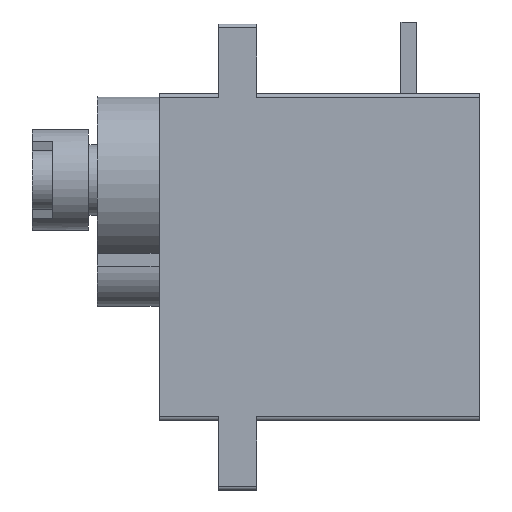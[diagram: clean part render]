
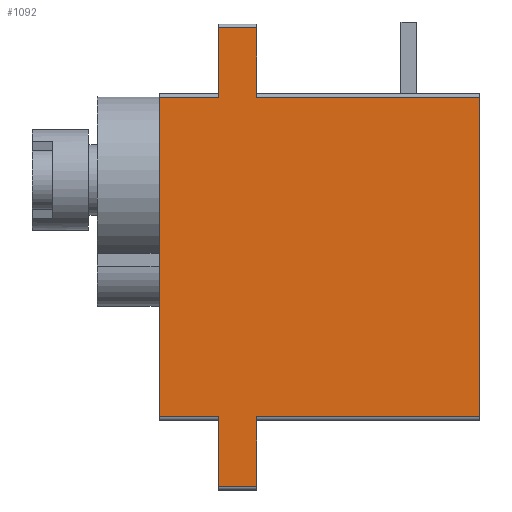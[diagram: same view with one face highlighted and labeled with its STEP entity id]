
A CAD part, left-side view. The second image highlights one B-rep face of the part: STEP entity #1092.
In plain terms, the highlighted planar face has unit normal (-1, 0, 0).
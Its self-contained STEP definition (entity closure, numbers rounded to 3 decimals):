
#55=PLANE('',#1212);
#100=FACE_OUTER_BOUND('',#165,.T.);
#165=EDGE_LOOP('',(#824,#825,#826,#827,#828,#829,#830,#831,#832,#833,#834,
#835));
#232=LINE('',#1688,#336);
#237=LINE('',#1705,#341);
#241=LINE('',#1718,#345);
#245=LINE('',#1727,#349);
#261=LINE('',#1773,#365);
#262=LINE('',#1776,#366);
#263=LINE('',#1778,#367);
#264=LINE('',#1780,#368);
#265=LINE('',#1781,#369);
#266=LINE('',#1783,#370);
#267=LINE('',#1785,#371);
#268=LINE('',#1786,#372);
#336=VECTOR('',#1338,10.);
#341=VECTOR('',#1353,10.);
#345=VECTOR('',#1365,10.);
#349=VECTOR('',#1373,10.);
#365=VECTOR('',#1413,10.);
#366=VECTOR('',#1416,10.);
#367=VECTOR('',#1417,10.);
#368=VECTOR('',#1418,10.);
#369=VECTOR('',#1419,10.);
#370=VECTOR('',#1420,10.);
#371=VECTOR('',#1421,10.);
#372=VECTOR('',#1422,10.);
#490=VERTEX_POINT('',#1685);
#491=VERTEX_POINT('',#1687);
#498=VERTEX_POINT('',#1703);
#500=VERTEX_POINT('',#1711);
#503=VERTEX_POINT('',#1716);
#506=VERTEX_POINT('',#1726);
#524=VERTEX_POINT('',#1771);
#525=VERTEX_POINT('',#1775);
#526=VERTEX_POINT('',#1777);
#527=VERTEX_POINT('',#1779);
#528=VERTEX_POINT('',#1782);
#529=VERTEX_POINT('',#1784);
#599=EDGE_CURVE('',#490,#491,#232,.T.);
#608=EDGE_CURVE('',#498,#490,#237,.T.);
#614=EDGE_CURVE('',#503,#500,#241,.T.);
#618=EDGE_CURVE('',#500,#506,#245,.T.);
#642=EDGE_CURVE('',#524,#498,#261,.T.);
#643=EDGE_CURVE('',#524,#525,#262,.T.);
#644=EDGE_CURVE('',#526,#525,#263,.T.);
#645=EDGE_CURVE('',#527,#526,#264,.T.);
#646=EDGE_CURVE('',#506,#527,#265,.T.);
#647=EDGE_CURVE('',#503,#528,#266,.T.);
#648=EDGE_CURVE('',#529,#528,#267,.T.);
#649=EDGE_CURVE('',#491,#529,#268,.T.);
#824=ORIENTED_EDGE('',*,*,#599,.F.);
#825=ORIENTED_EDGE('',*,*,#608,.F.);
#826=ORIENTED_EDGE('',*,*,#642,.F.);
#827=ORIENTED_EDGE('',*,*,#643,.T.);
#828=ORIENTED_EDGE('',*,*,#644,.F.);
#829=ORIENTED_EDGE('',*,*,#645,.F.);
#830=ORIENTED_EDGE('',*,*,#646,.F.);
#831=ORIENTED_EDGE('',*,*,#618,.F.);
#832=ORIENTED_EDGE('',*,*,#614,.F.);
#833=ORIENTED_EDGE('',*,*,#647,.T.);
#834=ORIENTED_EDGE('',*,*,#648,.F.);
#835=ORIENTED_EDGE('',*,*,#649,.F.);
#1092=ADVANCED_FACE('',(#100),#55,.T.);
#1212=AXIS2_PLACEMENT_3D('',#1774,#1414,#1415);
#1338=DIRECTION('',(0.,1.,0.));
#1353=DIRECTION('',(0.,0.,-1.));
#1365=DIRECTION('',(0.,1.,0.));
#1373=DIRECTION('',(0.,0.,1.));
#1413=DIRECTION('',(0.,-1.,0.));
#1414=DIRECTION('center_axis',(-1.,0.,0.));
#1415=DIRECTION('ref_axis',(0.,0.,1.));
#1416=DIRECTION('',(0.,0.,1.));
#1417=DIRECTION('',(0.,-1.,0.));
#1418=DIRECTION('',(0.,0.,1.));
#1419=DIRECTION('',(0.,-1.,0.));
#1420=DIRECTION('',(0.,0.,-1.));
#1421=DIRECTION('',(0.,1.,0.));
#1422=DIRECTION('',(0.,0.,-1.));
#1685=CARTESIAN_POINT('',(-6.25,0.,-11.125));
#1687=CARTESIAN_POINT('',(-6.25,15.55,-11.125));
#1688=CARTESIAN_POINT('',(-6.25,0.,-11.125));
#1703=CARTESIAN_POINT('',(-6.25,0.,11.125));
#1705=CARTESIAN_POINT('',(-6.25,0.,11.375));
#1711=CARTESIAN_POINT('',(-6.25,22.35,-11.125));
#1716=CARTESIAN_POINT('',(-6.25,18.2,-11.125));
#1718=CARTESIAN_POINT('',(-6.25,0.,-11.125));
#1726=CARTESIAN_POINT('',(-6.25,22.35,11.125));
#1727=CARTESIAN_POINT('',(-6.25,22.35,11.375));
#1771=CARTESIAN_POINT('',(-6.25,15.55,11.125));
#1773=CARTESIAN_POINT('',(-6.25,0.,11.125));
#1774=CARTESIAN_POINT('Origin',(-6.25,0.,-11.375));
#1775=CARTESIAN_POINT('',(-6.25,15.55,15.975));
#1776=CARTESIAN_POINT('',(-6.25,15.55,11.375));
#1777=CARTESIAN_POINT('',(-6.25,18.2,15.975));
#1778=CARTESIAN_POINT('',(-6.25,8.438,15.975));
#1779=CARTESIAN_POINT('',(-6.25,18.2,11.125));
#1780=CARTESIAN_POINT('',(-6.25,18.2,11.375));
#1781=CARTESIAN_POINT('',(-6.25,0.,11.125));
#1782=CARTESIAN_POINT('',(-6.25,18.2,-15.975));
#1783=CARTESIAN_POINT('',(-6.25,18.2,-11.375));
#1784=CARTESIAN_POINT('',(-6.25,15.55,-15.975));
#1785=CARTESIAN_POINT('',(-6.25,8.438,-15.975));
#1786=CARTESIAN_POINT('',(-6.25,15.55,-11.375));
